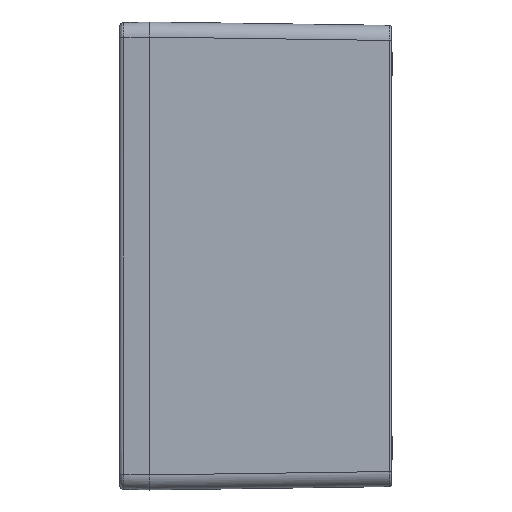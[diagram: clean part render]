
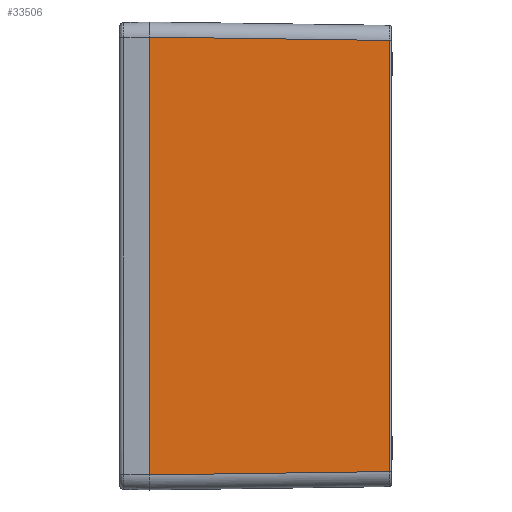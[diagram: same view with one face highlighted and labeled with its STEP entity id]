
A CAD part, left-side view. The second image highlights one B-rep face of the part: STEP entity #33506.
In plain terms, the highlighted planar face has unit normal (-1, -0.014, 0).
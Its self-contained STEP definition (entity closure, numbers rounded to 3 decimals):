
#558 = CARTESIAN_POINT ( 'NONE',  ( -200.51, 106.995, -144.261 ) ) ;
#1177 = B_SPLINE_CURVE_WITH_KNOTS ( 'NONE', 3,
 ( #19203, #558, #26898, #27255 ),
 .UNSPECIFIED., .F., .F.,
 ( 4, 4 ),
 ( 0., 1. ),
 .UNSPECIFIED. ) ;
#2046 = EDGE_CURVE ( 'NONE', #31090, #20761, #6174, .T. ) ;
#4110 = LINE ( 'NONE', #23254, #23316 ) ;
#4190 = EDGE_LOOP ( 'NONE', ( #25362, #22606, #21523, #32694 ) ) ;
#5448 = CARTESIAN_POINT ( 'NONE',  ( -199.03, 0.986, 142.781 ) ) ;
#6174 = B_SPLINE_CURVE_WITH_KNOTS ( 'NONE', 3,
 ( #27004, #10629, #31561, #10969 ),
 .UNSPECIFIED., .F., .F.,
 ( 4, 4 ),
 ( 0., 1. ),
 .UNSPECIFIED. ) ;
#8476 = DIRECTION ( 'NONE',  ( -1., -0.014, 0. ) ) ;
#8649 = DIRECTION ( 'NONE',  ( -0.014, 1., 0. ) ) ;
#9336 = DIRECTION ( 'NONE',  ( 0., 0., 1. ) ) ;
#10629 = CARTESIAN_POINT ( 'NONE',  ( -200.51, 106.995, 144.261 ) ) ;
#10969 = CARTESIAN_POINT ( 'NONE',  ( -199.03, 0.986, 142.781 ) ) ;
#13464 = CARTESIAN_POINT ( 'NONE',  ( -199.03, 0.986, 47.594 ) ) ;
#13616 = CARTESIAN_POINT ( 'NONE',  ( -199.03, 0.986, 142.781 ) ) ;
#15346 = VERTEX_POINT ( 'NONE', #25862 ) ;
#16051 = EDGE_CURVE ( 'NONE', #15346, #22521, #1177, .T. ) ;
#16659 = FACE_OUTER_BOUND ( 'NONE', #4190, .T. ) ;
#17016 = PLANE ( 'NONE',  #19543 ) ;
#17054 = EDGE_CURVE ( 'NONE', #15346, #31090, #4110, .T. ) ;
#19203 = CARTESIAN_POINT ( 'NONE',  ( -201.25, 160., -145.001 ) ) ;
#19543 = AXIS2_PLACEMENT_3D ( 'NONE', #22066, #8476, #8649 ) ;
#20761 = VERTEX_POINT ( 'NONE', #13616 ) ;
#21523 = ORIENTED_EDGE ( 'NONE', *, *, #16051, .T. ) ;
#22066 = CARTESIAN_POINT ( 'NONE',  ( -201.25, 160., -162.706 ) ) ;
#22521 = VERTEX_POINT ( 'NONE', #24133 ) ;
#22606 = ORIENTED_EDGE ( 'NONE', *, *, #17054, .F. ) ;
#23254 = CARTESIAN_POINT ( 'NONE',  ( -201.25, 160., -145.001 ) ) ;
#23316 = VECTOR ( 'NONE', #9336, 1000. ) ;
#24091 = CARTESIAN_POINT ( 'NONE',  ( -199.03, 0.986, -47.594 ) ) ;
#24133 = CARTESIAN_POINT ( 'NONE',  ( -199.03, 0.986, -142.781 ) ) ;
#25362 = ORIENTED_EDGE ( 'NONE', *, *, #2046, .F. ) ;
#25862 = CARTESIAN_POINT ( 'NONE',  ( -201.25, 160., -145.001 ) ) ;
#26720 = EDGE_CURVE ( 'NONE', #20761, #22521, #26792, .T. ) ;
#26792 = B_SPLINE_CURVE_WITH_KNOTS ( 'NONE', 3,
 ( #5448, #13464, #24091, #30548 ),
 .UNSPECIFIED., .F., .F.,
 ( 4, 4 ),
 ( 0., 1. ),
 .UNSPECIFIED. ) ;
#26898 = CARTESIAN_POINT ( 'NONE',  ( -199.77, 53.991, -143.521 ) ) ;
#27004 = CARTESIAN_POINT ( 'NONE',  ( -201.25, 160., 145.001 ) ) ;
#27255 = CARTESIAN_POINT ( 'NONE',  ( -199.03, 0.986, -142.781 ) ) ;
#30548 = CARTESIAN_POINT ( 'NONE',  ( -199.03, 0.986, -142.781 ) ) ;
#31090 = VERTEX_POINT ( 'NONE', #32890 ) ;
#31561 = CARTESIAN_POINT ( 'NONE',  ( -199.77, 53.991, 143.521 ) ) ;
#32694 = ORIENTED_EDGE ( 'NONE', *, *, #26720, .F. ) ;
#32890 = CARTESIAN_POINT ( 'NONE',  ( -201.25, 160., 145.001 ) ) ;
#33506 = ADVANCED_FACE ( 'NONE', ( #16659 ), #17016, .T. ) ;
